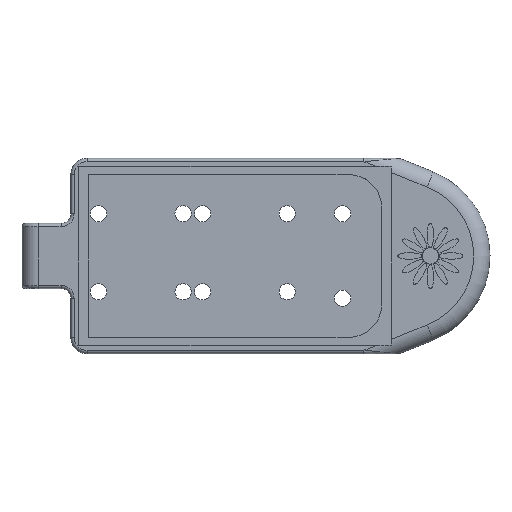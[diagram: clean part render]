
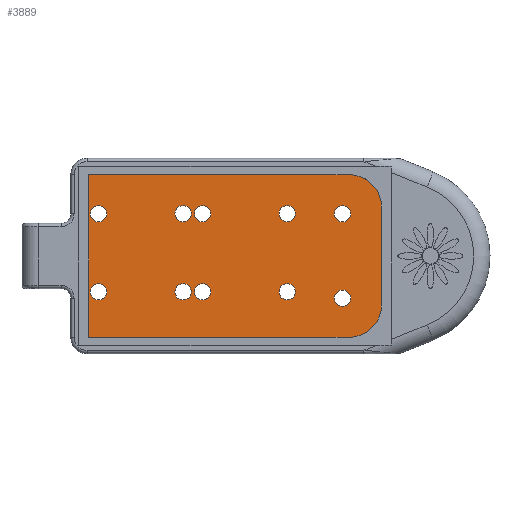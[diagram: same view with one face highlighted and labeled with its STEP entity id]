
A CAD part, top view. The second image highlights one B-rep face of the part: STEP entity #3889.
In plain terms, the highlighted planar face has unit normal (0, 0, 1).
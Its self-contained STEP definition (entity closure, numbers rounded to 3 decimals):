
#27=FACE_BOUND('',#535,.T.);
#28=FACE_BOUND('',#536,.T.);
#29=FACE_BOUND('',#537,.T.);
#30=FACE_BOUND('',#538,.T.);
#31=FACE_BOUND('',#539,.T.);
#32=FACE_BOUND('',#540,.T.);
#33=FACE_BOUND('',#541,.T.);
#34=FACE_BOUND('',#542,.T.);
#35=FACE_BOUND('',#543,.T.);
#36=FACE_BOUND('',#544,.T.);
#137=PLANE('',#4169);
#298=FACE_OUTER_BOUND('',#534,.T.);
#534=EDGE_LOOP('',(#2765,#2766,#2767,#2768,#2769,#2770));
#535=EDGE_LOOP('',(#2771));
#536=EDGE_LOOP('',(#2772));
#537=EDGE_LOOP('',(#2773));
#538=EDGE_LOOP('',(#2774));
#539=EDGE_LOOP('',(#2775));
#540=EDGE_LOOP('',(#2776));
#541=EDGE_LOOP('',(#2777));
#542=EDGE_LOOP('',(#2778));
#543=EDGE_LOOP('',(#2779));
#544=EDGE_LOOP('',(#2780));
#822=LINE('',#6034,#1227);
#826=LINE('',#6046,#1231);
#827=LINE('',#6048,#1232);
#828=LINE('',#6049,#1233);
#1227=VECTOR('',#4623,10.);
#1231=VECTOR('',#4635,10.);
#1232=VECTOR('',#4636,10.);
#1233=VECTOR('',#4637,10.);
#1621=CIRCLE('',#4163,10.);
#1623=CIRCLE('',#4167,10.);
#1625=CIRCLE('',#4170,2.5);
#1626=CIRCLE('',#4171,2.5);
#1627=CIRCLE('',#4172,2.5);
#1628=CIRCLE('',#4173,2.5);
#1629=CIRCLE('',#4174,2.5);
#1630=CIRCLE('',#4175,2.5);
#1631=CIRCLE('',#4176,2.5);
#1632=CIRCLE('',#4177,2.5);
#1633=CIRCLE('',#4178,2.5);
#1634=CIRCLE('',#4179,2.5);
#1778=VERTEX_POINT('',#6024);
#1779=VERTEX_POINT('',#6025);
#1782=VERTEX_POINT('',#6033);
#1784=VERTEX_POINT('',#6039);
#1786=VERTEX_POINT('',#6045);
#1787=VERTEX_POINT('',#6047);
#1788=VERTEX_POINT('',#6050);
#1789=VERTEX_POINT('',#6052);
#1790=VERTEX_POINT('',#6054);
#1791=VERTEX_POINT('',#6056);
#1792=VERTEX_POINT('',#6058);
#1793=VERTEX_POINT('',#6060);
#1794=VERTEX_POINT('',#6062);
#1795=VERTEX_POINT('',#6064);
#1796=VERTEX_POINT('',#6066);
#1797=VERTEX_POINT('',#6068);
#2143=EDGE_CURVE('',#1778,#1779,#1621,.T.);
#2147=EDGE_CURVE('',#1778,#1782,#822,.T.);
#2150=EDGE_CURVE('',#1784,#1782,#1623,.T.);
#2153=EDGE_CURVE('',#1786,#1779,#826,.T.);
#2154=EDGE_CURVE('',#1787,#1786,#827,.T.);
#2155=EDGE_CURVE('',#1784,#1787,#828,.T.);
#2156=EDGE_CURVE('',#1788,#1788,#1625,.T.);
#2157=EDGE_CURVE('',#1789,#1789,#1626,.T.);
#2158=EDGE_CURVE('',#1790,#1790,#1627,.T.);
#2159=EDGE_CURVE('',#1791,#1791,#1628,.T.);
#2160=EDGE_CURVE('',#1792,#1792,#1629,.T.);
#2161=EDGE_CURVE('',#1793,#1793,#1630,.T.);
#2162=EDGE_CURVE('',#1794,#1794,#1631,.T.);
#2163=EDGE_CURVE('',#1795,#1795,#1632,.T.);
#2164=EDGE_CURVE('',#1796,#1796,#1633,.T.);
#2165=EDGE_CURVE('',#1797,#1797,#1634,.T.);
#2765=ORIENTED_EDGE('',*,*,#2143,.T.);
#2766=ORIENTED_EDGE('',*,*,#2153,.F.);
#2767=ORIENTED_EDGE('',*,*,#2154,.F.);
#2768=ORIENTED_EDGE('',*,*,#2155,.F.);
#2769=ORIENTED_EDGE('',*,*,#2150,.T.);
#2770=ORIENTED_EDGE('',*,*,#2147,.F.);
#2771=ORIENTED_EDGE('',*,*,#2156,.T.);
#2772=ORIENTED_EDGE('',*,*,#2157,.T.);
#2773=ORIENTED_EDGE('',*,*,#2158,.T.);
#2774=ORIENTED_EDGE('',*,*,#2159,.T.);
#2775=ORIENTED_EDGE('',*,*,#2160,.T.);
#2776=ORIENTED_EDGE('',*,*,#2161,.T.);
#2777=ORIENTED_EDGE('',*,*,#2162,.T.);
#2778=ORIENTED_EDGE('',*,*,#2163,.T.);
#2779=ORIENTED_EDGE('',*,*,#2164,.T.);
#2780=ORIENTED_EDGE('',*,*,#2165,.T.);
#3889=ADVANCED_FACE('',(#298,#27,#28,#29,#30,#31,#32,#33,#34,#35,#36),#137,
 .F.);
#4163=AXIS2_PLACEMENT_3D('',#6026,#4615,#4616);
#4167=AXIS2_PLACEMENT_3D('',#6040,#4628,#4629);
#4169=AXIS2_PLACEMENT_3D('',#6044,#4633,#4634);
#4170=AXIS2_PLACEMENT_3D('',#6051,#4638,#4639);
#4171=AXIS2_PLACEMENT_3D('',#6053,#4640,#4641);
#4172=AXIS2_PLACEMENT_3D('',#6055,#4642,#4643);
#4173=AXIS2_PLACEMENT_3D('',#6057,#4644,#4645);
#4174=AXIS2_PLACEMENT_3D('',#6059,#4646,#4647);
#4175=AXIS2_PLACEMENT_3D('',#6061,#4648,#4649);
#4176=AXIS2_PLACEMENT_3D('',#6063,#4650,#4651);
#4177=AXIS2_PLACEMENT_3D('',#6065,#4652,#4653);
#4178=AXIS2_PLACEMENT_3D('',#6067,#4654,#4655);
#4179=AXIS2_PLACEMENT_3D('',#6069,#4656,#4657);
#4615=DIRECTION('center_axis',(0.,0.,1.));
#4616=DIRECTION('ref_axis',(0.707,0.707,0.));
#4623=DIRECTION('',(0.,-1.,0.));
#4628=DIRECTION('center_axis',(0.,0.,1.));
#4629=DIRECTION('ref_axis',(0.707,-0.707,0.));
#4633=DIRECTION('center_axis',(0.,0.,-1.));
#4634=DIRECTION('ref_axis',(-1.,0.,0.));
#4635=DIRECTION('',(1.,0.,0.));
#4636=DIRECTION('',(0.,1.,0.));
#4637=DIRECTION('',(-1.,0.,0.));
#4638=DIRECTION('center_axis',(0.,0.,-1.));
#4639=DIRECTION('ref_axis',(-1.,0.,0.));
#4640=DIRECTION('center_axis',(0.,0.,-1.));
#4641=DIRECTION('ref_axis',(-1.,0.,0.));
#4642=DIRECTION('center_axis',(0.,0.,-1.));
#4643=DIRECTION('ref_axis',(-1.,0.,0.));
#4644=DIRECTION('center_axis',(0.,0.,-1.));
#4645=DIRECTION('ref_axis',(-1.,0.,0.));
#4646=DIRECTION('center_axis',(0.,0.,-1.));
#4647=DIRECTION('ref_axis',(-1.,0.,0.));
#4648=DIRECTION('center_axis',(0.,0.,-1.));
#4649=DIRECTION('ref_axis',(-1.,0.,0.));
#4650=DIRECTION('center_axis',(0.,0.,-1.));
#4651=DIRECTION('ref_axis',(-1.,0.,0.));
#4652=DIRECTION('center_axis',(0.,0.,-1.));
#4653=DIRECTION('ref_axis',(-1.,0.,0.));
#4654=DIRECTION('center_axis',(0.,0.,-1.));
#4655=DIRECTION('ref_axis',(-1.,0.,0.));
#4656=DIRECTION('center_axis',(0.,0.,-1.));
#4657=DIRECTION('ref_axis',(-1.,0.,0.));
#6024=CARTESIAN_POINT('',(45.,15.,6.));
#6025=CARTESIAN_POINT('',(35.,25.,6.));
#6026=CARTESIAN_POINT('Origin',(35.,15.,6.));
#6033=CARTESIAN_POINT('',(45.,-15.,6.));
#6034=CARTESIAN_POINT('',(45.,25.,6.));
#6039=CARTESIAN_POINT('',(35.,-25.,6.));
#6040=CARTESIAN_POINT('Origin',(35.,-15.,6.));
#6044=CARTESIAN_POINT('Origin',(0.,0.,6.));
#6045=CARTESIAN_POINT('',(-45.,25.,6.));
#6046=CARTESIAN_POINT('',(-45.,25.,6.));
#6047=CARTESIAN_POINT('',(-45.,-25.,6.));
#6048=CARTESIAN_POINT('',(-45.,-25.,6.));
#6049=CARTESIAN_POINT('',(45.,-25.,6.));
#6050=CARTESIAN_POINT('',(-39.5,-11.,6.));
#6051=CARTESIAN_POINT('Origin',(-42.,-11.,6.));
#6052=CARTESIAN_POINT('',(35.5,-13.,6.));
#6053=CARTESIAN_POINT('Origin',(33.,-13.,6.));
#6054=CARTESIAN_POINT('',(-13.5,13.,6.));
#6055=CARTESIAN_POINT('Origin',(-16.,13.,6.));
#6056=CARTESIAN_POINT('',(-7.5,13.,6.));
#6057=CARTESIAN_POINT('Origin',(-10.,13.,6.));
#6058=CARTESIAN_POINT('',(18.5,-11.,6.));
#6059=CARTESIAN_POINT('Origin',(16.,-11.,6.));
#6060=CARTESIAN_POINT('',(-13.5,-11.,6.));
#6061=CARTESIAN_POINT('Origin',(-16.,-11.,6.));
#6062=CARTESIAN_POINT('',(35.5,13.,6.));
#6063=CARTESIAN_POINT('Origin',(33.,13.,6.));
#6064=CARTESIAN_POINT('',(-39.5,13.,6.));
#6065=CARTESIAN_POINT('Origin',(-42.,13.,6.));
#6066=CARTESIAN_POINT('',(18.5,13.,6.));
#6067=CARTESIAN_POINT('Origin',(16.,13.,6.));
#6068=CARTESIAN_POINT('',(-7.5,-11.,6.));
#6069=CARTESIAN_POINT('Origin',(-10.,-11.,6.));
